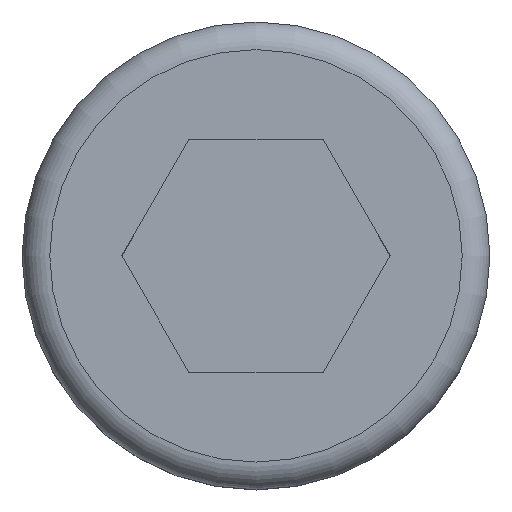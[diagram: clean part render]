
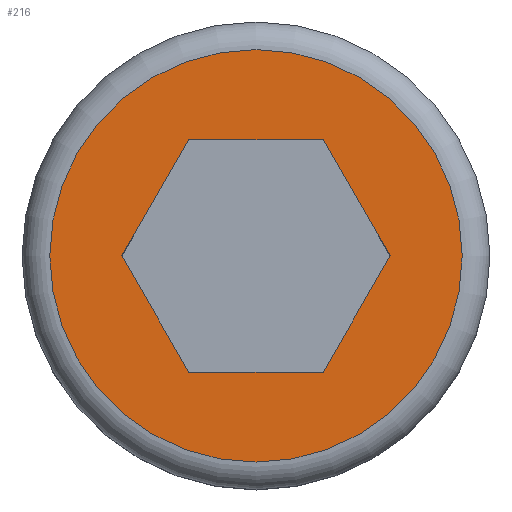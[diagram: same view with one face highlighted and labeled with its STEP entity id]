
A CAD part, top view. The second image highlights one B-rep face of the part: STEP entity #216.
In plain terms, the highlighted planar face has unit normal (0, 0, 1).
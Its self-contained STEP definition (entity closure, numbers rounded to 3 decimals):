
#16=FACE_BOUND('',#82,.T.);
#18=LINE('',#357,#38);
#19=LINE('',#359,#39);
#20=LINE('',#361,#40);
#21=LINE('',#363,#41);
#22=LINE('',#365,#42);
#23=LINE('',#366,#43);
#38=VECTOR('',#298,10.);
#39=VECTOR('',#299,10.);
#40=VECTOR('',#300,10.);
#41=VECTOR('',#301,10.);
#42=VECTOR('',#302,10.);
#43=VECTOR('',#303,10.);
#66=FACE_OUTER_BOUND('',#81,.T.);
#81=EDGE_LOOP('',(#160));
#82=EDGE_LOOP('',(#161,#162,#163,#164,#165,#166));
#98=CIRCLE('',#257,3.725);
#104=VERTEX_POINT('',#351);
#105=VERTEX_POINT('',#355);
#106=VERTEX_POINT('',#356);
#107=VERTEX_POINT('',#358);
#108=VERTEX_POINT('',#360);
#109=VERTEX_POINT('',#362);
#110=VERTEX_POINT('',#364);
#125=EDGE_CURVE('',#104,#104,#98,.T.);
#126=EDGE_CURVE('',#105,#106,#18,.T.);
#127=EDGE_CURVE('',#106,#107,#19,.T.);
#128=EDGE_CURVE('',#107,#108,#20,.T.);
#129=EDGE_CURVE('',#108,#109,#21,.T.);
#130=EDGE_CURVE('',#109,#110,#22,.T.);
#131=EDGE_CURVE('',#110,#105,#23,.T.);
#160=ORIENTED_EDGE('',*,*,#125,.F.);
#161=ORIENTED_EDGE('',*,*,#126,.T.);
#162=ORIENTED_EDGE('',*,*,#127,.T.);
#163=ORIENTED_EDGE('',*,*,#128,.T.);
#164=ORIENTED_EDGE('',*,*,#129,.T.);
#165=ORIENTED_EDGE('',*,*,#130,.T.);
#166=ORIENTED_EDGE('',*,*,#131,.T.);
#203=PLANE('',#258);
#216=ADVANCED_FACE('',(#66,#16),#203,.T.);
#257=AXIS2_PLACEMENT_3D('',#353,#294,#295);
#258=AXIS2_PLACEMENT_3D('',#354,#296,#297);
#294=DIRECTION('center_axis',(0.,0.,-1.));
#295=DIRECTION('ref_axis',(-1.,0.,0.));
#296=DIRECTION('center_axis',(0.,0.,1.));
#297=DIRECTION('ref_axis',(1.,0.,0.));
#298=DIRECTION('',(-0.5,0.866,0.));
#299=DIRECTION('',(0.5,0.866,0.));
#300=DIRECTION('',(1.,0.,0.));
#301=DIRECTION('',(0.5,-0.866,0.));
#302=DIRECTION('',(-0.5,-0.866,0.));
#303=DIRECTION('',(-1.,0.,0.));
#351=CARTESIAN_POINT('',(3.725,0.,0.));
#353=CARTESIAN_POINT('Origin',(0.,0.,0.));
#354=CARTESIAN_POINT('Origin',(0.,0.,0.));
#355=CARTESIAN_POINT('',(-1.212,-2.1,0.));
#356=CARTESIAN_POINT('',(-2.425,0.,0.));
#357=CARTESIAN_POINT('',(-1.516,-1.575,0.));
#358=CARTESIAN_POINT('',(-1.212,2.1,0.));
#359=CARTESIAN_POINT('',(-2.122,0.525,0.));
#360=CARTESIAN_POINT('',(1.212,2.1,0.));
#361=CARTESIAN_POINT('',(-0.606,2.1,0.));
#362=CARTESIAN_POINT('',(2.425,0.,0.));
#363=CARTESIAN_POINT('',(1.516,1.575,0.));
#364=CARTESIAN_POINT('',(1.212,-2.1,0.));
#365=CARTESIAN_POINT('',(2.122,-0.525,0.));
#366=CARTESIAN_POINT('',(0.606,-2.1,0.));
